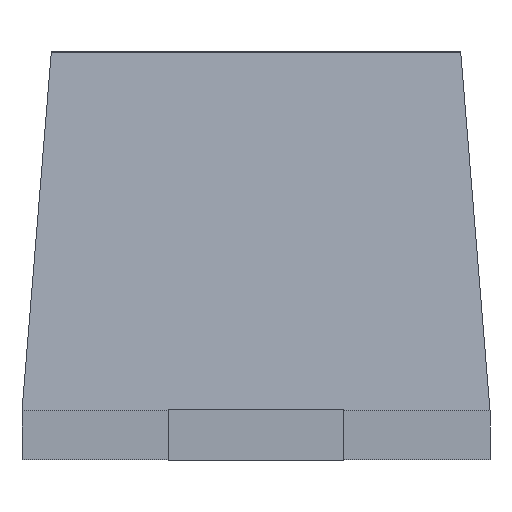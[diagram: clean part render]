
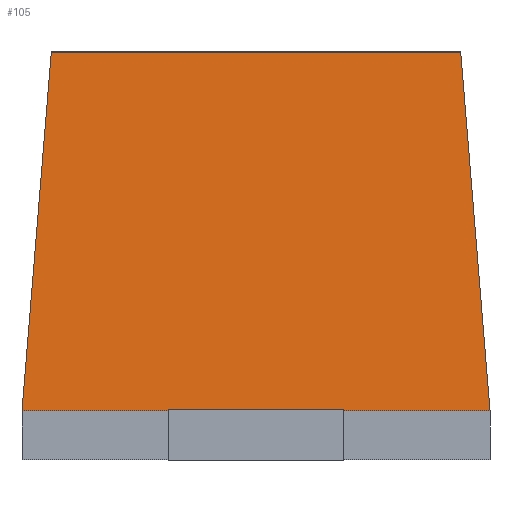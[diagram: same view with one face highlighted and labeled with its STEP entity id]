
A CAD part, left-side view. The second image highlights one B-rep face of the part: STEP entity #105.
In plain terms, the highlighted planar face has unit normal (-0.997, 0, 0.081).
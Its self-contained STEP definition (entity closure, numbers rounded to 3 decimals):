
#38=EDGE_CURVE('',#39,#41,#43,.T.);
#39=VERTEX_POINT('',#40);
#40=CARTESIAN_POINT('',(-0.6,-0.4,0.086));
#41=VERTEX_POINT('',#42);
#42=CARTESIAN_POINT('',(-0.6,0.4,0.086));
#43=LINE('',#44,#45);
#44=CARTESIAN_POINT('',(-0.6,-0.4,0.086));
#45=VECTOR('',#46,1.0);
#46=DIRECTION('',(0.0,1.0,0.0));
#105=ADVANCED_FACE('',(#106),#131,.F.);
#106=FACE_BOUND('',#107,.T.);
#107=EDGE_LOOP('',(#108,#118,#124,#125));
#108=ORIENTED_EDGE('',*,*,#109,.T.);
#109=EDGE_CURVE('',#110,#112,#114,.T.);
#110=VERTEX_POINT('',#111);
#111=CARTESIAN_POINT('',(-0.55,-0.35,0.698));
#112=VERTEX_POINT('',#113);
#113=CARTESIAN_POINT('',(-0.55,0.35,0.698));
#114=LINE('',#115,#116);
#115=CARTESIAN_POINT('',(-0.55,-0.4,0.698));
#116=VECTOR('',#117,1.0);
#117=DIRECTION('',(0.0,1.0,0.0));
#118=ORIENTED_EDGE('',*,*,#119,.T.);
#119=EDGE_CURVE('',#112,#41,#120,.F.);
#120=LINE('',#121,#122);
#121=CARTESIAN_POINT('',(-0.573,0.373,0.422));
#122=VECTOR('',#123,1.0);
#123=DIRECTION('',(0.081,-0.081,0.993));
#124=ORIENTED_EDGE('',*,*,#38,.F.);
#125=ORIENTED_EDGE('',*,*,#126,.T.);
#126=EDGE_CURVE('',#39,#110,#127,.T.);
#127=LINE('',#128,#129);
#128=CARTESIAN_POINT('',(-0.575,-0.375,0.39));
#129=VECTOR('',#130,1.0);
#130=DIRECTION('',(0.081,0.081,0.993));
#131=PLANE('',#132);
#132=AXIS2_PLACEMENT_3D('',#133,#134,#135);
#133=CARTESIAN_POINT('',(-0.575,-0.4,0.392));
#134=DIRECTION('',(0.997,0.0,-0.081));
#135=DIRECTION('',(0.0,1.0,0.0));
